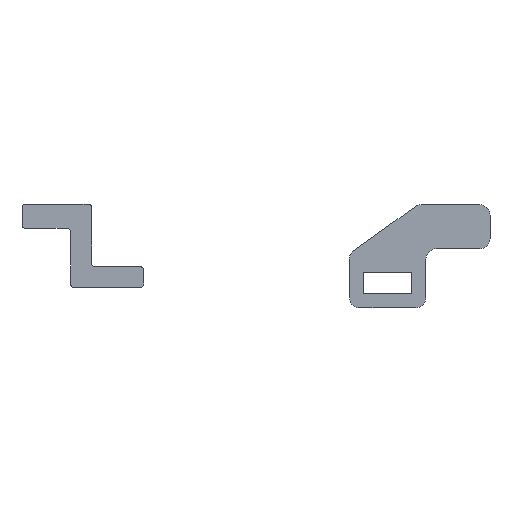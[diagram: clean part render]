
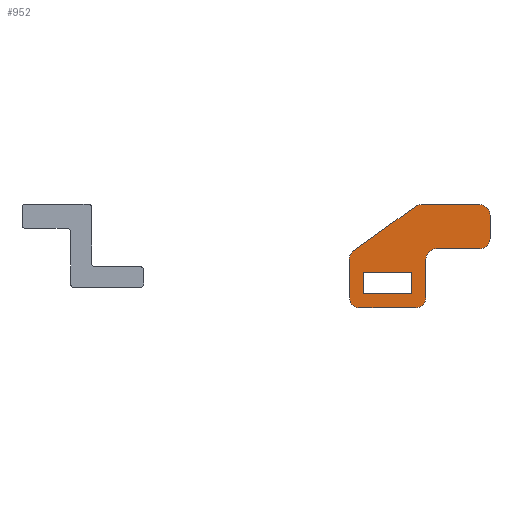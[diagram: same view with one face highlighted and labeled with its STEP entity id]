
A CAD part, front view. The second image highlights one B-rep face of the part: STEP entity #952.
In plain terms, the highlighted planar face has unit normal (0, -1, 0).
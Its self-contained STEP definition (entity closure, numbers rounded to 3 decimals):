
#707 = VERTEX_POINT('',#708);
#708 = CARTESIAN_POINT('',(76.321,-25.,18.42));
#714 = EDGE_CURVE('',#707,#715,#717,.T.);
#715 = VERTEX_POINT('',#716);
#716 = CARTESIAN_POINT('',(74.821,-25.,19.92));
#717 = CIRCLE('',#718,1.5);
#718 = AXIS2_PLACEMENT_3D('',#719,#720,#721);
#719 = CARTESIAN_POINT('',(74.821,-25.,18.42));
#720 = DIRECTION('',(0.,-1.,0.));
#721 = DIRECTION('',(1.,0.,0.));
#747 = EDGE_CURVE('',#707,#748,#750,.T.);
#748 = VERTEX_POINT('',#749);
#749 = CARTESIAN_POINT('',(76.321,-25.,15.07));
#750 = LINE('',#751,#752);
#751 = CARTESIAN_POINT('',(76.321,-25.,18.42));
#752 = VECTOR('',#753,1.);
#753 = DIRECTION('',(0.,0.,-1.));
#778 = EDGE_CURVE('',#715,#779,#781,.T.);
#779 = VERTEX_POINT('',#780);
#780 = CARTESIAN_POINT('',(66.421,-25.,19.92));
#781 = LINE('',#782,#783);
#782 = CARTESIAN_POINT('',(74.821,-25.,19.92));
#783 = VECTOR('',#784,1.);
#784 = DIRECTION('',(-1.,0.,0.));
#952 = ADVANCED_FACE('',(#953,#1050),#1084,.T.);
#953 = FACE_BOUND('',#954,.T.);
#954 = EDGE_LOOP('',(#955,#956,#957,#966,#974,#983,#991,#1000,#1008,
    #1017,#1025,#1034,#1042,#1049));
#955 = ORIENTED_EDGE('',*,*,#714,.T.);
#956 = ORIENTED_EDGE('',*,*,#778,.T.);
#957 = ORIENTED_EDGE('',*,*,#958,.T.);
#958 = EDGE_CURVE('',#779,#959,#961,.T.);
#959 = VERTEX_POINT('',#960);
#960 = CARTESIAN_POINT('',(65.544,-25.,19.637));
#961 = CIRCLE('',#962,1.5);
#962 = AXIS2_PLACEMENT_3D('',#963,#964,#965);
#963 = CARTESIAN_POINT('',(66.421,-25.,18.42));
#964 = DIRECTION('',(0.,-1.,0.));
#965 = DIRECTION('',(1.,0.,0.));
#966 = ORIENTED_EDGE('',*,*,#967,.T.);
#967 = EDGE_CURVE('',#959,#968,#970,.T.);
#968 = VERTEX_POINT('',#969);
#969 = CARTESIAN_POINT('',(56.724,-25.,13.287));
#970 = LINE('',#971,#972);
#971 = CARTESIAN_POINT('',(65.544,-25.,19.637));
#972 = VECTOR('',#973,1.);
#973 = DIRECTION('',(-0.812,0.,-0.584));
#974 = ORIENTED_EDGE('',*,*,#975,.T.);
#975 = EDGE_CURVE('',#968,#976,#978,.T.);
#976 = VERTEX_POINT('',#977);
#977 = CARTESIAN_POINT('',(56.1,-25.,12.07));
#978 = CIRCLE('',#979,1.5);
#979 = AXIS2_PLACEMENT_3D('',#980,#981,#982);
#980 = CARTESIAN_POINT('',(57.6,-25.,12.07));
#981 = DIRECTION('',(0.,-1.,0.));
#982 = DIRECTION('',(1.,0.,0.));
#983 = ORIENTED_EDGE('',*,*,#984,.T.);
#984 = EDGE_CURVE('',#976,#985,#987,.T.);
#985 = VERTEX_POINT('',#986);
#986 = CARTESIAN_POINT('',(56.1,-25.,6.57));
#987 = LINE('',#988,#989);
#988 = CARTESIAN_POINT('',(56.1,-25.,12.07));
#989 = VECTOR('',#990,1.);
#990 = DIRECTION('',(0.,0.,-1.));
#991 = ORIENTED_EDGE('',*,*,#992,.T.);
#992 = EDGE_CURVE('',#985,#993,#995,.T.);
#993 = VERTEX_POINT('',#994);
#994 = CARTESIAN_POINT('',(57.6,-25.,5.07));
#995 = CIRCLE('',#996,1.5);
#996 = AXIS2_PLACEMENT_3D('',#997,#998,#999);
#997 = CARTESIAN_POINT('',(57.6,-25.,6.57));
#998 = DIRECTION('',(0.,-1.,0.));
#999 = DIRECTION('',(1.,0.,0.));
#1000 = ORIENTED_EDGE('',*,*,#1001,.T.);
#1001 = EDGE_CURVE('',#993,#1002,#1004,.T.);
#1002 = VERTEX_POINT('',#1003);
#1003 = CARTESIAN_POINT('',(65.6,-25.,5.07));
#1004 = LINE('',#1005,#1006);
#1005 = CARTESIAN_POINT('',(57.6,-25.,5.07));
#1006 = VECTOR('',#1007,1.);
#1007 = DIRECTION('',(1.,0.,0.));
#1008 = ORIENTED_EDGE('',*,*,#1009,.T.);
#1009 = EDGE_CURVE('',#1002,#1010,#1012,.T.);
#1010 = VERTEX_POINT('',#1011);
#1011 = CARTESIAN_POINT('',(67.1,-25.,6.57));
#1012 = CIRCLE('',#1013,1.5);
#1013 = AXIS2_PLACEMENT_3D('',#1014,#1015,#1016);
#1014 = CARTESIAN_POINT('',(65.6,-25.,6.57));
#1015 = DIRECTION('',(0.,-1.,0.));
#1016 = DIRECTION('',(1.,0.,0.));
#1017 = ORIENTED_EDGE('',*,*,#1018,.T.);
#1018 = EDGE_CURVE('',#1010,#1019,#1021,.T.);
#1019 = VERTEX_POINT('',#1020);
#1020 = CARTESIAN_POINT('',(67.1,-25.,12.07));
#1021 = LINE('',#1022,#1023);
#1022 = CARTESIAN_POINT('',(67.1,-25.,6.57));
#1023 = VECTOR('',#1024,1.);
#1024 = DIRECTION('',(0.,0.,1.));
#1025 = ORIENTED_EDGE('',*,*,#1026,.F.);
#1026 = EDGE_CURVE('',#1027,#1019,#1029,.T.);
#1027 = VERTEX_POINT('',#1028);
#1028 = CARTESIAN_POINT('',(68.6,-25.,13.57));
#1029 = CIRCLE('',#1030,1.5);
#1030 = AXIS2_PLACEMENT_3D('',#1031,#1032,#1033);
#1031 = CARTESIAN_POINT('',(68.6,-25.,12.07));
#1032 = DIRECTION('',(0.,-1.,0.));
#1033 = DIRECTION('',(1.,0.,0.));
#1034 = ORIENTED_EDGE('',*,*,#1035,.F.);
#1035 = EDGE_CURVE('',#1036,#1027,#1038,.T.);
#1036 = VERTEX_POINT('',#1037);
#1037 = CARTESIAN_POINT('',(74.821,-25.,13.57));
#1038 = LINE('',#1039,#1040);
#1039 = CARTESIAN_POINT('',(74.821,-25.,13.57));
#1040 = VECTOR('',#1041,1.);
#1041 = DIRECTION('',(-1.,0.,0.));
#1042 = ORIENTED_EDGE('',*,*,#1043,.T.);
#1043 = EDGE_CURVE('',#1036,#748,#1044,.T.);
#1044 = CIRCLE('',#1045,1.5);
#1045 = AXIS2_PLACEMENT_3D('',#1046,#1047,#1048);
#1046 = CARTESIAN_POINT('',(74.821,-25.,15.07));
#1047 = DIRECTION('',(0.,-1.,0.));
#1048 = DIRECTION('',(1.,0.,0.));
#1049 = ORIENTED_EDGE('',*,*,#747,.F.);
#1050 = FACE_BOUND('',#1051,.T.);
#1051 = EDGE_LOOP('',(#1052,#1062,#1070,#1078));
#1052 = ORIENTED_EDGE('',*,*,#1053,.T.);
#1053 = EDGE_CURVE('',#1054,#1056,#1058,.T.);
#1054 = VERTEX_POINT('',#1055);
#1055 = CARTESIAN_POINT('',(58.1,-25.,10.12));
#1056 = VERTEX_POINT('',#1057);
#1057 = CARTESIAN_POINT('',(65.1,-25.,10.12));
#1058 = LINE('',#1059,#1060);
#1059 = CARTESIAN_POINT('',(58.1,-25.,10.12));
#1060 = VECTOR('',#1061,1.);
#1061 = DIRECTION('',(1.,0.,0.));
#1062 = ORIENTED_EDGE('',*,*,#1063,.T.);
#1063 = EDGE_CURVE('',#1056,#1064,#1066,.T.);
#1064 = VERTEX_POINT('',#1065);
#1065 = CARTESIAN_POINT('',(65.1,-25.,7.07));
#1066 = LINE('',#1067,#1068);
#1067 = CARTESIAN_POINT('',(65.1,-25.,10.12));
#1068 = VECTOR('',#1069,1.);
#1069 = DIRECTION('',(0.,0.,-1.));
#1070 = ORIENTED_EDGE('',*,*,#1071,.T.);
#1071 = EDGE_CURVE('',#1064,#1072,#1074,.T.);
#1072 = VERTEX_POINT('',#1073);
#1073 = CARTESIAN_POINT('',(58.1,-25.,7.07));
#1074 = LINE('',#1075,#1076);
#1075 = CARTESIAN_POINT('',(65.1,-25.,7.07));
#1076 = VECTOR('',#1077,1.);
#1077 = DIRECTION('',(-1.,0.,0.));
#1078 = ORIENTED_EDGE('',*,*,#1079,.T.);
#1079 = EDGE_CURVE('',#1072,#1054,#1080,.T.);
#1080 = LINE('',#1081,#1082);
#1081 = CARTESIAN_POINT('',(58.1,-25.,7.07));
#1082 = VECTOR('',#1083,1.);
#1083 = DIRECTION('',(0.,0.,1.));
#1084 = PLANE('',#1085);
#1085 = AXIS2_PLACEMENT_3D('',#1086,#1087,#1088);
#1086 = CARTESIAN_POINT('',(65.798,-25.,12.952));
#1087 = DIRECTION('',(-0.,-1.,0.));
#1088 = DIRECTION('',(0.,0.,-1.));
